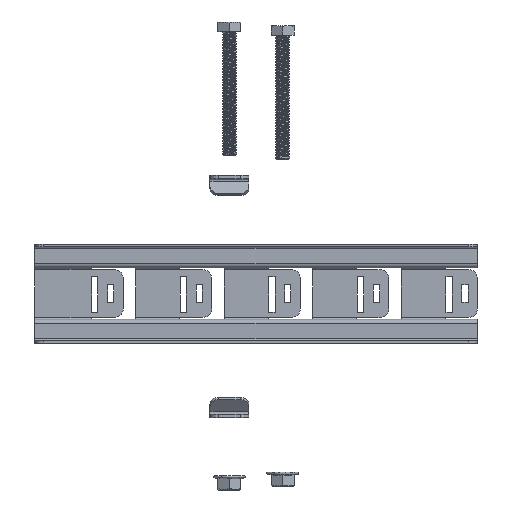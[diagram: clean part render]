
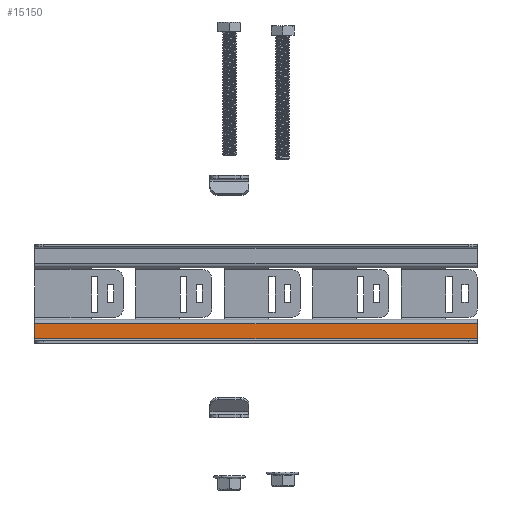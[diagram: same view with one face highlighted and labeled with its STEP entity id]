
A CAD part, left-side view. The second image highlights one B-rep face of the part: STEP entity #15150.
In plain terms, the highlighted face is planar.
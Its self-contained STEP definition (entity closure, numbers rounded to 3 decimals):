
#640 = DIRECTION ( 'NONE',  ( 1., 0., 0. ) ) ;
#652 = DIRECTION ( 'NONE',  ( 1., 0., 0. ) ) ;
#1364 = CARTESIAN_POINT ( 'NONE',  ( -25.5, -125., 18.5 ) ) ;
#2246 = VERTEX_POINT ( 'NONE', #1364 ) ;
#3926 = VECTOR ( 'NONE', #5000, 1000. ) ;
#4471 = ORIENTED_EDGE ( 'NONE', *, *, #9902, .T. ) ;
#4511 = CARTESIAN_POINT ( 'NONE',  ( -17., -125., 18.5 ) ) ;
#5000 = DIRECTION ( 'NONE',  ( 0., -1., 0. ) ) ;
#5496 = EDGE_CURVE ( 'NONE', #24241, #12695, #6844, .T. ) ;
#5906 = VECTOR ( 'NONE', #640, 1000. ) ;
#6375 = VECTOR ( 'NONE', #652, 1000. ) ;
#6778 = AXIS2_PLACEMENT_3D ( 'NONE', #24118, #14055, #12503 ) ;
#6844 = LINE ( 'NONE', #18332, #6375 ) ;
#6892 = CARTESIAN_POINT ( 'NONE',  ( -17., 125., 18.5 ) ) ;
#7557 = EDGE_LOOP ( 'NONE', ( #4471, #22230, #9346, #23185 ) ) ;
#7558 = EDGE_CURVE ( 'NONE', #24241, #2246, #22416, .T. ) ;
#7936 = CARTESIAN_POINT ( 'NONE',  ( -17., 125., 18.5 ) ) ;
#9346 = ORIENTED_EDGE ( 'NONE', *, *, #5496, .F. ) ;
#9843 = DIRECTION ( 'NONE',  ( 0., -1., 0. ) ) ;
#9902 = EDGE_CURVE ( 'NONE', #2246, #11937, #18443, .T. ) ;
#11937 = VERTEX_POINT ( 'NONE', #4511 ) ;
#12371 = FACE_OUTER_BOUND ( 'NONE', #7557, .T. ) ;
#12461 = CARTESIAN_POINT ( 'NONE',  ( -25.5, 125., 18.5 ) ) ;
#12503 = DIRECTION ( 'NONE',  ( -1., 0., 0. ) ) ;
#12695 = VERTEX_POINT ( 'NONE', #6892 ) ;
#14055 = DIRECTION ( 'NONE',  ( 0., 0., -1. ) ) ;
#14436 = PLANE ( 'NONE',  #6778 ) ;
#15150 = ADVANCED_FACE ( 'NONE', ( #12371 ), #14436, .F. ) ;
#18320 = CARTESIAN_POINT ( 'NONE',  ( -28., -125., 18.5 ) ) ;
#18332 = CARTESIAN_POINT ( 'NONE',  ( -28., 125., 18.5 ) ) ;
#18443 = LINE ( 'NONE', #18320, #5906 ) ;
#20478 = VECTOR ( 'NONE', #9843, 1000. ) ;
#20741 = CARTESIAN_POINT ( 'NONE',  ( -25.5, 125., 18.5 ) ) ;
#21347 = LINE ( 'NONE', #7936, #20478 ) ;
#22230 = ORIENTED_EDGE ( 'NONE', *, *, #24525, .F. ) ;
#22416 = LINE ( 'NONE', #20741, #3926 ) ;
#23185 = ORIENTED_EDGE ( 'NONE', *, *, #7558, .T. ) ;
#24118 = CARTESIAN_POINT ( 'NONE',  ( -28., 125., 18.5 ) ) ;
#24241 = VERTEX_POINT ( 'NONE', #12461 ) ;
#24525 = EDGE_CURVE ( 'NONE', #12695, #11937, #21347, .T. ) ;
